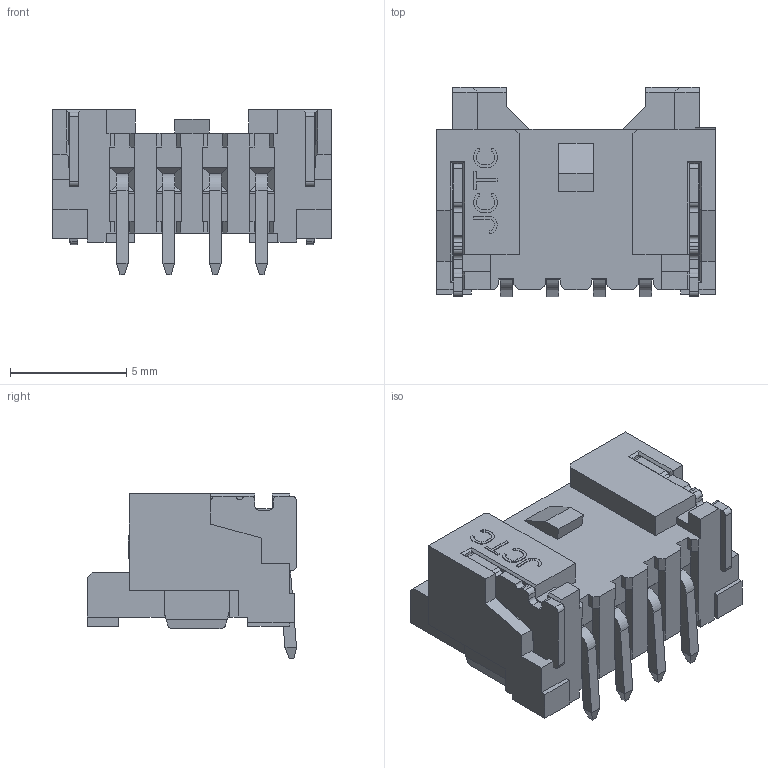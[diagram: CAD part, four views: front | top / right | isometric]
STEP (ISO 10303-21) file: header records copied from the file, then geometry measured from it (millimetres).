
FILE_DESCRIPTION(/* description */ (''),/* implementation_level */ '2;1');
FILE_NAME(/* name */ '12002W00-4P-SA-XX.stp',/* time_stamp */ '2017-12-12T08:44:40+08:00',/* author */ (''),/* organization */ (''),/* preprocessor_version */ 'ST-DEVELOPER v15',/* originating_system */ 'SIEMENS PLM Software NX 8.5',/* authorisation */ '');
FILE_SCHEMA (('CONFIG_CONTROL_DESIGN'));
Length unit declared in the file: millimetre
Products named in the file (7): 12002B00-6P-SA_13199612615721; 12002M9B14992613614720; PRT000116779614613719; 12002W00-SA-PIN17304615612718; 12002W00-4P-SA-XX_stp722722; 12002W00-4P-SA-XX_stp; 12002W00-4P-SA-XX_stp_dwg1
Assembly tree (9 placements, depth 4):
  12002W00-4P-SA-XX_stp_dwg1
    12002W00-4P-SA-XX_stp
      12002W00-4P-SA-XX_stp722722
        12002W00-SA-PIN17304615612718  x4
        PRT000116779614613719
        12002M9B14992613614720
        12002B00-6P-SA_13199612615721
Bounding box: 12 x 9 x 7.13 mm (x, y, z)
Volume: 288.9 mm3; surface area: 810.9 mm2
Topology: 7 solids, 7 shells, 560 faces, 1555 edges, 1009 vertices
Faces by surface type: plane 502, cylinder 58
Entity records: 16856 total; most frequent: CARTESIAN_POINT 2864, ORIENTED_EDGE 2846, DIRECTION 2559, EDGE_CURVE 1423, LINE 1319, VECTOR 1319, VERTEX_POINT 925, AXIS2_PLACEMENT_3D 620
